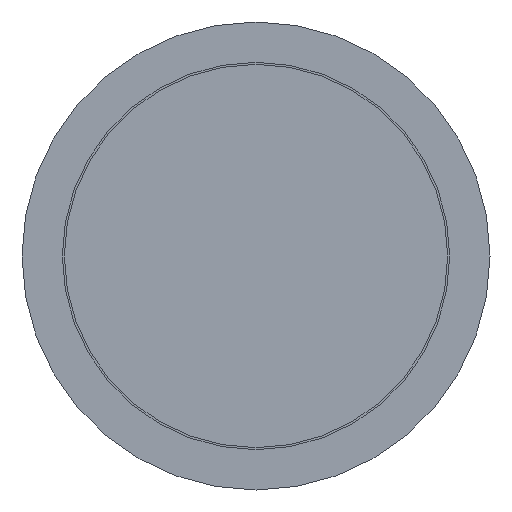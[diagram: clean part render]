
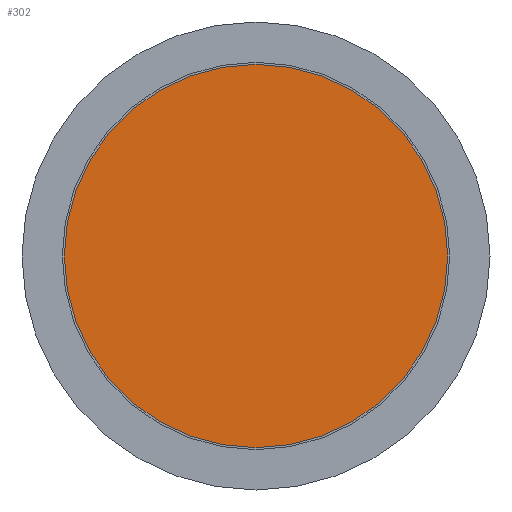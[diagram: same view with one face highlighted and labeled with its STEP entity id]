
A CAD part, front view. The second image highlights one B-rep face of the part: STEP entity #302.
In plain terms, the highlighted planar face has unit normal (0, -1, 0).
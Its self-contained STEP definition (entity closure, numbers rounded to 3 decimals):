
#3 = PLANE ( 'NONE',  #87 ) ;
#15 = CIRCLE ( 'NONE', #78, 23.75 ) ;
#78 = AXIS2_PLACEMENT_3D ( 'NONE', #193, #267, #137 ) ;
#87 = AXIS2_PLACEMENT_3D ( 'NONE', #130, #133, #341 ) ;
#130 = CARTESIAN_POINT ( 'NONE',  ( -23.75, 0., 0. ) ) ;
#133 = DIRECTION ( 'NONE',  ( 0., 1., 0. ) ) ;
#137 = DIRECTION ( 'NONE',  ( 0., 0., -1. ) ) ;
#193 = CARTESIAN_POINT ( 'NONE',  ( 0., 0., 0. ) ) ;
#226 = VERTEX_POINT ( 'NONE', #394 ) ;
#267 = DIRECTION ( 'NONE',  ( 0., -1., 0. ) ) ;
#302 = ADVANCED_FACE ( 'NONE', ( #550 ), #3, .F. ) ;
#341 = DIRECTION ( 'NONE',  ( 0., 0., 1. ) ) ;
#394 = CARTESIAN_POINT ( 'NONE',  ( 0., 0., -23.75 ) ) ;
#444 = EDGE_LOOP ( 'NONE', ( #516 ) ) ;
#516 = ORIENTED_EDGE ( 'NONE', *, *, #520, .T. ) ;
#520 = EDGE_CURVE ( 'NONE', #226, #226, #15, .T. ) ;
#550 = FACE_OUTER_BOUND ( 'NONE', #444, .T. ) ;
